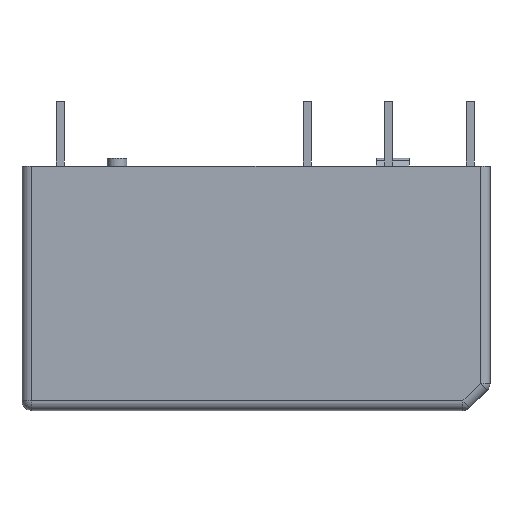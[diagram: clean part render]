
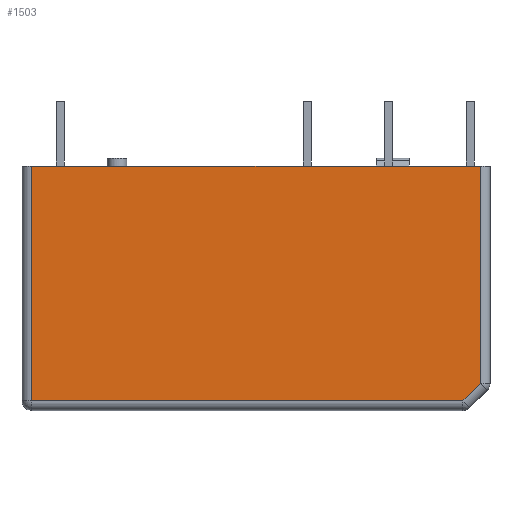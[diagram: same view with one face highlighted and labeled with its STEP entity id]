
A CAD part, front view. The second image highlights one B-rep face of the part: STEP entity #1503.
In plain terms, the highlighted planar face has unit normal (0, -1, 0).
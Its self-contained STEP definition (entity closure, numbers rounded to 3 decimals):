
#175=DIRECTION('',(1.,0.,0.));
#176=VECTOR('',#175,27.7);
#177=CARTESIAN_POINT('',(-13.85,-6.3,0.));
#178=LINE('',#177,#176);
#470=DIRECTION('',(0.,0.,-1.));
#471=VECTOR('',#470,13.431);
#472=CARTESIAN_POINT('',(13.85,-6.3,0.));
#473=LINE('',#472,#471);
#474=DIRECTION('',(0.707,0.,0.707));
#475=VECTOR('',#474,1.512);
#476=CARTESIAN_POINT('',(12.781,-6.3,-14.5));
#477=LINE('',#476,#475);
#478=DIRECTION('',(-1.,0.,0.));
#479=VECTOR('',#478,26.631);
#480=CARTESIAN_POINT('',(12.781,-6.3,-14.5));
#481=LINE('',#480,#479);
#482=DIRECTION('',(0.,0.,-1.));
#483=VECTOR('',#482,14.5);
#484=CARTESIAN_POINT('',(-13.85,-6.3,0.));
#485=LINE('',#484,#483);
#1032=CARTESIAN_POINT('',(13.85,-6.3,0.));
#1034=VERTEX_POINT('',#1032);
#1038=CARTESIAN_POINT('',(13.85,-6.3,-13.431));
#1039=VERTEX_POINT('',#1038);
#1041=CARTESIAN_POINT('',(-13.85,-6.3,0.));
#1043=VERTEX_POINT('',#1041);
#1044=CARTESIAN_POINT('',(-13.85,-6.3,-14.5));
#1045=VERTEX_POINT('',#1044);
#1052=CARTESIAN_POINT('',(12.781,-6.3,-14.5));
#1053=VERTEX_POINT('',#1052);
#1489=CARTESIAN_POINT('',(-14.45,-6.3,0.));
#1490=DIRECTION('',(0.,-1.,0.));
#1491=DIRECTION('',(1.,0.,0.));
#1492=AXIS2_PLACEMENT_3D('',#1489,#1490,#1491);
#1493=PLANE('',#1492);
#1494=ORIENTED_EDGE('',*,*,#1398,.T.);
#1496=ORIENTED_EDGE('',*,*,#1495,.F.);
#1498=ORIENTED_EDGE('',*,*,#1497,.T.);
#1499=ORIENTED_EDGE('',*,*,#1481,.F.);
#1500=ORIENTED_EDGE('',*,*,#1091,.T.);
#1501=EDGE_LOOP('',(#1494,#1496,#1498,#1499,#1500));
#1502=FACE_OUTER_BOUND('',#1501,.F.);
#1091=EDGE_CURVE('',#1043,#1034,#178,.T.);
#1398=EDGE_CURVE('',#1034,#1039,#473,.T.);
#1481=EDGE_CURVE('',#1043,#1045,#485,.T.);
#1495=EDGE_CURVE('',#1053,#1039,#477,.T.);
#1497=EDGE_CURVE('',#1053,#1045,#481,.T.);
#1503=ADVANCED_FACE('',(#1502),#1493,.T.);
